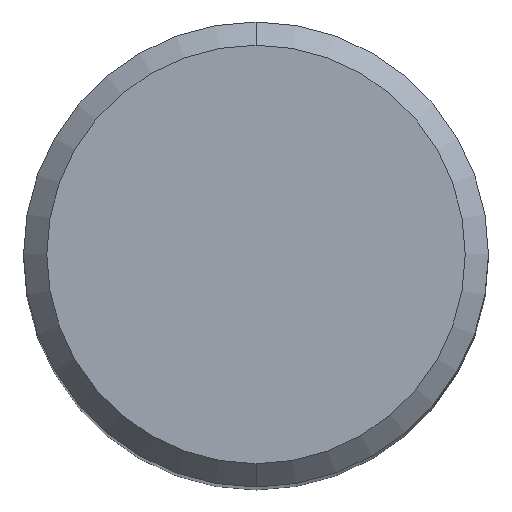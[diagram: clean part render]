
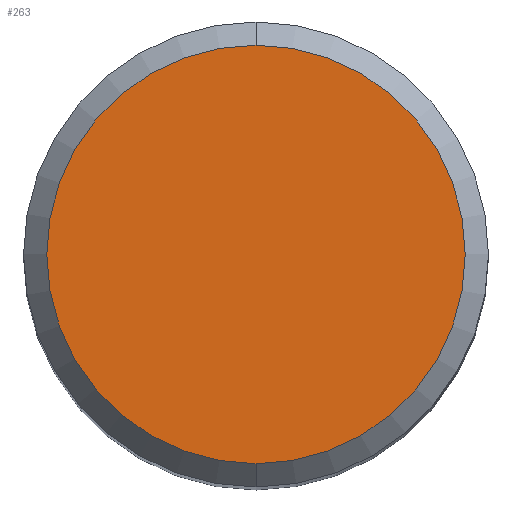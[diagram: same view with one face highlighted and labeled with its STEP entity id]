
A CAD part, top view. The second image highlights one B-rep face of the part: STEP entity #263.
In plain terms, the highlighted planar face has unit normal (0, 0, 1).
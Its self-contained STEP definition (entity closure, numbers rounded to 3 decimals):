
#263=ADVANCED_FACE('',(#580),#581,.T.);
#283=EDGE_CURVE('',#293,#295,#601,.T.);
#293=VERTEX_POINT('',#611);
#295=VERTEX_POINT('',#613);
#415=EDGE_CURVE('',#295,#293,#747,.T.);
#580=FACE_OUTER_BOUND('',#1054,.T.);
#581=PLANE('',#1055);
#601=CIRCLE('',#1139,5.4);
#611=CARTESIAN_POINT('',(0.0,5.4,0.0));
#613=CARTESIAN_POINT('',(0.,-5.4,0.0));
#747=CIRCLE('',#1433,5.4);
#1054=EDGE_LOOP('',(#1638,#1639));
#1055=AXIS2_PLACEMENT_3D('',#1640,#1641,#1642);
#1139=AXIS2_PLACEMENT_3D('',#1646,#1647,#1648);
#1433=AXIS2_PLACEMENT_3D('',#1811,#1812,#1813);
#1638=ORIENTED_EDGE('',*,*,#283,.F.);
#1639=ORIENTED_EDGE('',*,*,#415,.F.);
#1640=CARTESIAN_POINT('',(0.0,2.7,0.0));
#1641=DIRECTION('',(-0.0,0.0,1.0));
#1642=DIRECTION('',(0.0,-1.0,0.0));
#1646=CARTESIAN_POINT('',(0.0,0.0,0.0));
#1647=DIRECTION('',(0.0,0.0,-1.0));
#1648=DIRECTION('',(0.0,1.0,0.0));
#1811=CARTESIAN_POINT('',(0.0,0.0,0.0));
#1812=DIRECTION('',(0.0,0.0,-1.0));
#1813=DIRECTION('',(0.0,1.0,0.0));
